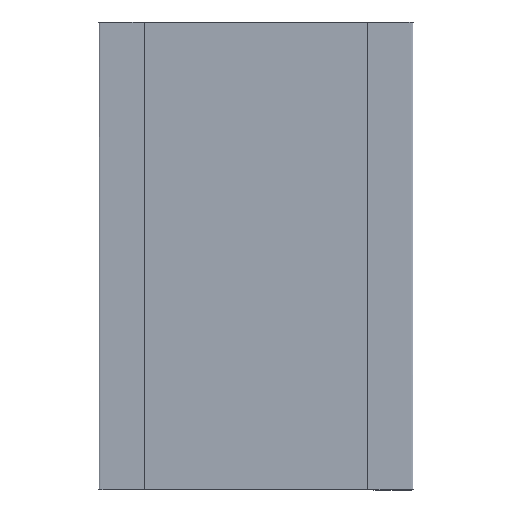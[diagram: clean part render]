
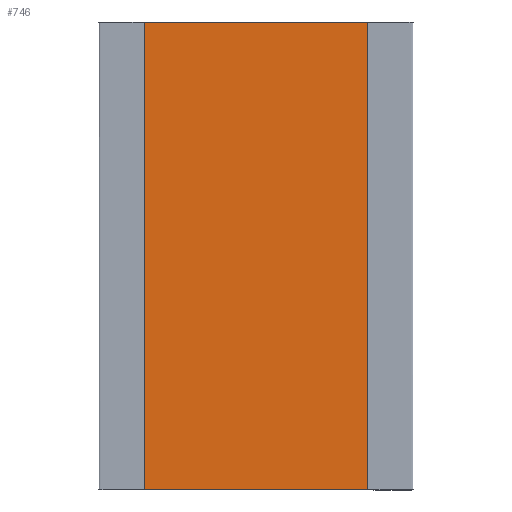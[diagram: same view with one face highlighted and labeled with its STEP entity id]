
A CAD part, top view. The second image highlights one B-rep face of the part: STEP entity #746.
In plain terms, the highlighted free-form (B-spline) face has degree [1, 1] with [2, 2] control points.
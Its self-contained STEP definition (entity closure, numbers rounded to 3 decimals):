
#523 = B_SPLINE_SURFACE_WITH_KNOTS('',1,1,(
    (#524,#525)
    ,(#526,#527
    )),.UNSPECIFIED.,.F.,.F.,.F.,(2,2),(2,2),(-0.05,0.),(0.
    ,2.2),.PIECEWISE_BEZIER_KNOTS.);
#524 = CARTESIAN_POINT('',(-0.433,-0.906,0.217));
#525 = CARTESIAN_POINT('',(0.433,-0.906,0.217));
#526 = CARTESIAN_POINT('',(-0.433,-0.906,0.197));
#527 = CARTESIAN_POINT('',(0.433,-0.906,0.197));
#546 = VERTEX_POINT('',#547);
#547 = CARTESIAN_POINT('',(0.433,-0.906,0.217));
#559 = B_SPLINE_SURFACE_WITH_KNOTS('',1,1,(
    (#560,#561)
    ,(#562,#563
    )),.UNSPECIFIED.,.F.,.F.,.F.,(2,2),(2,2),(-0.05,0.),(
    -4.604,0.),.PIECEWISE_BEZIER_KNOTS.);
#560 = CARTESIAN_POINT('',(0.433,0.906,0.197));
#561 = CARTESIAN_POINT('',(0.433,-0.906,0.197));
#562 = CARTESIAN_POINT('',(0.433,0.906,0.217));
#563 = CARTESIAN_POINT('',(0.433,-0.906,0.217));
#570 = EDGE_CURVE('',#546,#571,#573,.T.);
#571 = VERTEX_POINT('',#572);
#572 = CARTESIAN_POINT('',(-0.433,-0.906,0.217));
#573 = SURFACE_CURVE('',#574,(#577,#583),.PCURVE_S1.);
#574 = B_SPLINE_CURVE_WITH_KNOTS('',1,(#575,#576),.UNSPECIFIED.,.F.,.F.,
  (2,2),(1.15,2.25),.PIECEWISE_BEZIER_KNOTS.);
#575 = CARTESIAN_POINT('',(0.433,-0.906,0.217));
#576 = CARTESIAN_POINT('',(-0.433,-0.906,0.217));
#577 = PCURVE('',#523,#578);
#578 = DEFINITIONAL_REPRESENTATION('',(#579),#582);
#579 = B_SPLINE_CURVE_WITH_KNOTS('',1,(#580,#581),.UNSPECIFIED.,.F.,.F.,
  (2,2),(1.15,2.25),.PIECEWISE_BEZIER_KNOTS.);
#580 = CARTESIAN_POINT('',(-0.05,2.2));
#581 = CARTESIAN_POINT('',(-0.05,0.));
#582 = ( GEOMETRIC_REPRESENTATION_CONTEXT(2) 
PARAMETRIC_REPRESENTATION_CONTEXT() REPRESENTATION_CONTEXT('2D SPACE',''
  ) );
#583 = PCURVE('',#584,#589);
#584 = B_SPLINE_SURFACE_WITH_KNOTS('',1,1,(
    (#585,#586)
    ,(#587,#588
    )),.UNSPECIFIED.,.F.,.F.,.F.,(2,2),(2,2),(0.,2.2),(0.,
    4.604),.PIECEWISE_BEZIER_KNOTS.);
#585 = CARTESIAN_POINT('',(-0.433,-0.906,0.217));
#586 = CARTESIAN_POINT('',(-0.433,0.906,0.217));
#587 = CARTESIAN_POINT('',(0.433,-0.906,0.217));
#588 = CARTESIAN_POINT('',(0.433,0.906,0.217));
#589 = DEFINITIONAL_REPRESENTATION('',(#590),#593);
#590 = B_SPLINE_CURVE_WITH_KNOTS('',1,(#591,#592),.UNSPECIFIED.,.F.,.F.,
  (2,2),(1.15,2.25),.PIECEWISE_BEZIER_KNOTS.);
#591 = CARTESIAN_POINT('',(2.2,0.));
#592 = CARTESIAN_POINT('',(0.,0.));
#593 = ( GEOMETRIC_REPRESENTATION_CONTEXT(2) 
PARAMETRIC_REPRESENTATION_CONTEXT() REPRESENTATION_CONTEXT('2D SPACE',''
  ) );
#607 = B_SPLINE_SURFACE_WITH_KNOTS('',1,1,(
    (#608,#609)
    ,(#610,#611
    )),.UNSPECIFIED.,.F.,.F.,.F.,(2,2),(2,2),(-0.05,0.),(
    -4.604,0.),.PIECEWISE_BEZIER_KNOTS.);
#608 = CARTESIAN_POINT('',(-0.433,0.906,0.217));
#609 = CARTESIAN_POINT('',(-0.433,-0.906,0.217));
#610 = CARTESIAN_POINT('',(-0.433,0.906,0.197));
#611 = CARTESIAN_POINT('',(-0.433,-0.906,0.197));
#621 = EDGE_CURVE('',#571,#622,#624,.T.);
#622 = VERTEX_POINT('',#623);
#623 = CARTESIAN_POINT('',(-0.433,0.906,0.217));
#624 = SURFACE_CURVE('',#625,(#628,#634),.PCURVE_S1.);
#625 = B_SPLINE_CURVE_WITH_KNOTS('',1,(#626,#627),.UNSPECIFIED.,.F.,.F.,
  (2,2),(0.,5.372),.PIECEWISE_BEZIER_KNOTS.);
#626 = CARTESIAN_POINT('',(-0.433,-0.906,0.217));
#627 = CARTESIAN_POINT('',(-0.433,0.906,0.217));
#628 = PCURVE('',#607,#629);
#629 = DEFINITIONAL_REPRESENTATION('',(#630),#633);
#630 = B_SPLINE_CURVE_WITH_KNOTS('',1,(#631,#632),.UNSPECIFIED.,.F.,.F.,
  (2,2),(0.,5.372),.PIECEWISE_BEZIER_KNOTS.);
#631 = CARTESIAN_POINT('',(-0.05,0.));
#632 = CARTESIAN_POINT('',(-0.05,-4.604));
#633 = ( GEOMETRIC_REPRESENTATION_CONTEXT(2) 
PARAMETRIC_REPRESENTATION_CONTEXT() REPRESENTATION_CONTEXT('2D SPACE',''
  ) );
#634 = PCURVE('',#584,#635);
#635 = DEFINITIONAL_REPRESENTATION('',(#636),#639);
#636 = B_SPLINE_CURVE_WITH_KNOTS('',1,(#637,#638),.UNSPECIFIED.,.F.,.F.,
  (2,2),(0.,5.372),.PIECEWISE_BEZIER_KNOTS.);
#637 = CARTESIAN_POINT('',(0.,0.));
#638 = CARTESIAN_POINT('',(0.,4.604));
#639 = ( GEOMETRIC_REPRESENTATION_CONTEXT(2) 
PARAMETRIC_REPRESENTATION_CONTEXT() REPRESENTATION_CONTEXT('2D SPACE',''
  ) );
#655 = B_SPLINE_SURFACE_WITH_KNOTS('',1,1,(
    (#656,#657)
    ,(#658,#659
    )),.UNSPECIFIED.,.F.,.F.,.F.,(2,2),(2,2),(0.,0.05),(0.,
    2.2),.PIECEWISE_BEZIER_KNOTS.);
#656 = CARTESIAN_POINT('',(-0.433,0.906,0.197));
#657 = CARTESIAN_POINT('',(0.433,0.906,0.197));
#658 = CARTESIAN_POINT('',(-0.433,0.906,0.217));
#659 = CARTESIAN_POINT('',(0.433,0.906,0.217));
#689 = EDGE_CURVE('',#622,#690,#692,.T.);
#690 = VERTEX_POINT('',#691);
#691 = CARTESIAN_POINT('',(0.433,0.906,0.217));
#692 = SURFACE_CURVE('',#693,(#696,#702),.PCURVE_S1.);
#693 = B_SPLINE_CURVE_WITH_KNOTS('',1,(#694,#695),.UNSPECIFIED.,.F.,.F.,
  (2,2),(-2.25,-1.15),.PIECEWISE_BEZIER_KNOTS.);
#694 = CARTESIAN_POINT('',(-0.433,0.906,0.217));
#695 = CARTESIAN_POINT('',(0.433,0.906,0.217));
#696 = PCURVE('',#655,#697);
#697 = DEFINITIONAL_REPRESENTATION('',(#698),#701);
#698 = B_SPLINE_CURVE_WITH_KNOTS('',1,(#699,#700),.UNSPECIFIED.,.F.,.F.,
  (2,2),(-2.25,-1.15),.PIECEWISE_BEZIER_KNOTS.);
#699 = CARTESIAN_POINT('',(0.05,0.));
#700 = CARTESIAN_POINT('',(0.05,2.2));
#701 = ( GEOMETRIC_REPRESENTATION_CONTEXT(2) 
PARAMETRIC_REPRESENTATION_CONTEXT() REPRESENTATION_CONTEXT('2D SPACE',''
  ) );
#702 = PCURVE('',#584,#703);
#703 = DEFINITIONAL_REPRESENTATION('',(#704),#707);
#704 = B_SPLINE_CURVE_WITH_KNOTS('',1,(#705,#706),.UNSPECIFIED.,.F.,.F.,
  (2,2),(-2.25,-1.15),.PIECEWISE_BEZIER_KNOTS.);
#705 = CARTESIAN_POINT('',(0.,4.604));
#706 = CARTESIAN_POINT('',(2.2,4.604));
#707 = ( GEOMETRIC_REPRESENTATION_CONTEXT(2) 
PARAMETRIC_REPRESENTATION_CONTEXT() REPRESENTATION_CONTEXT('2D SPACE',''
  ) );
#746 = ADVANCED_FACE('',(#747),#584,.T.);
#747 = FACE_BOUND('',#748,.T.);
#748 = EDGE_LOOP('',(#749,#767,#768,#769));
#749 = ORIENTED_EDGE('',*,*,#750,.T.);
#750 = EDGE_CURVE('',#546,#690,#751,.T.);
#751 = SURFACE_CURVE('',#752,(#755,#761),.PCURVE_S1.);
#752 = B_SPLINE_CURVE_WITH_KNOTS('',1,(#753,#754),.UNSPECIFIED.,.F.,.F.,
  (2,2),(0.,5.372),.PIECEWISE_BEZIER_KNOTS.);
#753 = CARTESIAN_POINT('',(0.433,-0.906,0.217));
#754 = CARTESIAN_POINT('',(0.433,0.906,0.217));
#755 = PCURVE('',#584,#756);
#756 = DEFINITIONAL_REPRESENTATION('',(#757),#760);
#757 = B_SPLINE_CURVE_WITH_KNOTS('',1,(#758,#759),.UNSPECIFIED.,.F.,.F.,
  (2,2),(0.,5.372),.PIECEWISE_BEZIER_KNOTS.);
#758 = CARTESIAN_POINT('',(2.2,0.));
#759 = CARTESIAN_POINT('',(2.2,4.604));
#760 = ( GEOMETRIC_REPRESENTATION_CONTEXT(2) 
PARAMETRIC_REPRESENTATION_CONTEXT() REPRESENTATION_CONTEXT('2D SPACE',''
  ) );
#761 = PCURVE('',#559,#762);
#762 = DEFINITIONAL_REPRESENTATION('',(#763),#766);
#763 = B_SPLINE_CURVE_WITH_KNOTS('',1,(#764,#765),.UNSPECIFIED.,.F.,.F.,
  (2,2),(0.,5.372),.PIECEWISE_BEZIER_KNOTS.);
#764 = CARTESIAN_POINT('',(0.,0.));
#765 = CARTESIAN_POINT('',(0.,-4.604));
#766 = ( GEOMETRIC_REPRESENTATION_CONTEXT(2) 
PARAMETRIC_REPRESENTATION_CONTEXT() REPRESENTATION_CONTEXT('2D SPACE',''
  ) );
#767 = ORIENTED_EDGE('',*,*,#689,.F.);
#768 = ORIENTED_EDGE('',*,*,#621,.F.);
#769 = ORIENTED_EDGE('',*,*,#570,.F.);
